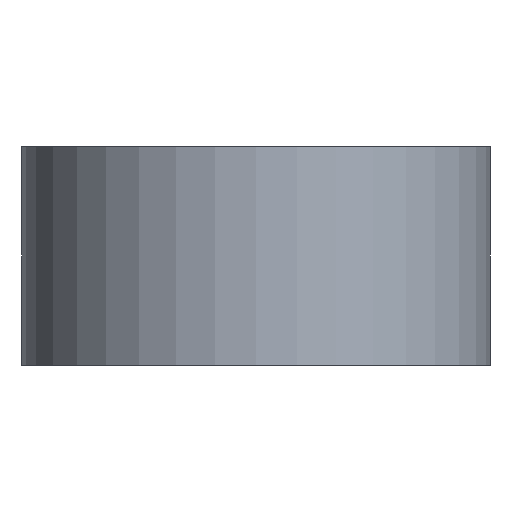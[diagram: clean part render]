
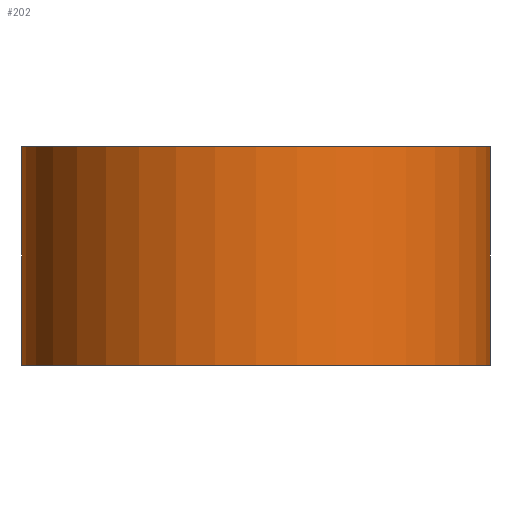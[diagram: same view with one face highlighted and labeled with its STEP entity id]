
A CAD part, front view. The second image highlights one B-rep face of the part: STEP entity #202.
In plain terms, the highlighted cylindrical face has radius 9.525 mm (diameter 19.05 mm), a partial arc.
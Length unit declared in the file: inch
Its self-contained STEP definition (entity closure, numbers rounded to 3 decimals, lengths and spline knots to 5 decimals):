
#12 = EDGE_CURVE ( 'NONE', #132, #57, #37, .T. ) ;
#16 = EDGE_CURVE ( 'NONE', #145, #132, #83, .T. ) ;
#25 = DIRECTION ( 'NONE',  ( 1., 0., 0. ) ) ;
#30 = AXIS2_PLACEMENT_3D ( 'NONE', #32, #129, #94 ) ;
#32 = CARTESIAN_POINT ( 'NONE',  ( 0., 0.675, 0.35 ) ) ;
#37 = CIRCLE ( 'NONE', #207, 0.375 ) ;
#45 = ORIENTED_EDGE ( 'NONE', *, *, #12, .T. ) ;
#48 = LINE ( 'NONE', #167, #151 ) ;
#50 = AXIS2_PLACEMENT_3D ( 'NONE', #113, #206, #25 ) ;
#54 = CARTESIAN_POINT ( 'NONE',  ( 0., 0.675, 0. ) ) ;
#57 = VERTEX_POINT ( 'NONE', #208 ) ;
#60 = EDGE_LOOP ( 'NONE', ( #96, #188, #106, #45 ) ) ;
#79 = VERTEX_POINT ( 'NONE', #136 ) ;
#83 = LINE ( 'NONE', #247, #209 ) ;
#94 = DIRECTION ( 'NONE',  ( -1., 0., 0. ) ) ;
#95 = DIRECTION ( 'NONE',  ( 0., 0., -1. ) ) ;
#96 = ORIENTED_EDGE ( 'NONE', *, *, #252, .F. ) ;
#103 = DIRECTION ( 'NONE',  ( 0., 0., -1. ) ) ;
#106 = ORIENTED_EDGE ( 'NONE', *, *, #16, .T. ) ;
#113 = CARTESIAN_POINT ( 'NONE',  ( 0., 0.675, 0.35 ) ) ;
#129 = DIRECTION ( 'NONE',  ( 0., 0., -1. ) ) ;
#132 = VERTEX_POINT ( 'NONE', #176 ) ;
#134 = DIRECTION ( 'NONE',  ( 0., 0., 1. ) ) ;
#136 = CARTESIAN_POINT ( 'NONE',  ( 0.375, 0.675, 0.35 ) ) ;
#145 = VERTEX_POINT ( 'NONE', #277 ) ;
#151 = VECTOR ( 'NONE', #95, 39.37008 ) ;
#153 = EDGE_CURVE ( 'NONE', #145, #79, #251, .T. ) ;
#156 = DIRECTION ( 'NONE',  ( 1., 0., 0. ) ) ;
#167 = CARTESIAN_POINT ( 'NONE',  ( 0.375, 0.675, 0.35 ) ) ;
#176 = CARTESIAN_POINT ( 'NONE',  ( -0.375, 0.675, 0. ) ) ;
#186 = FACE_OUTER_BOUND ( 'NONE', #60, .T. ) ;
#188 = ORIENTED_EDGE ( 'NONE', *, *, #153, .F. ) ;
#202 = ADVANCED_FACE ( 'NONE', ( #186 ), #267, .T. ) ;
#206 = DIRECTION ( 'NONE',  ( 0., 0., 1. ) ) ;
#207 = AXIS2_PLACEMENT_3D ( 'NONE', #54, #134, #156 ) ;
#208 = CARTESIAN_POINT ( 'NONE',  ( 0.375, 0.675, 0. ) ) ;
#209 = VECTOR ( 'NONE', #103, 39.37008 ) ;
#247 = CARTESIAN_POINT ( 'NONE',  ( -0.375, 0.675, 0.35 ) ) ;
#251 = CIRCLE ( 'NONE', #50, 0.375 ) ;
#252 = EDGE_CURVE ( 'NONE', #79, #57, #48, .T. ) ;
#267 = CYLINDRICAL_SURFACE ( 'NONE', #30, 0.375 ) ;
#277 = CARTESIAN_POINT ( 'NONE',  ( -0.375, 0.675, 0.35 ) ) ;
